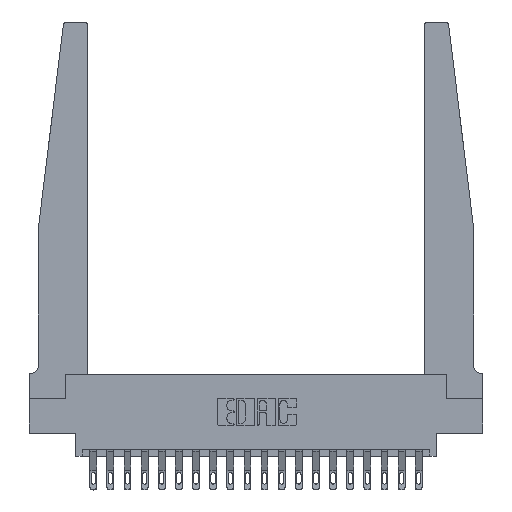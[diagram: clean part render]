
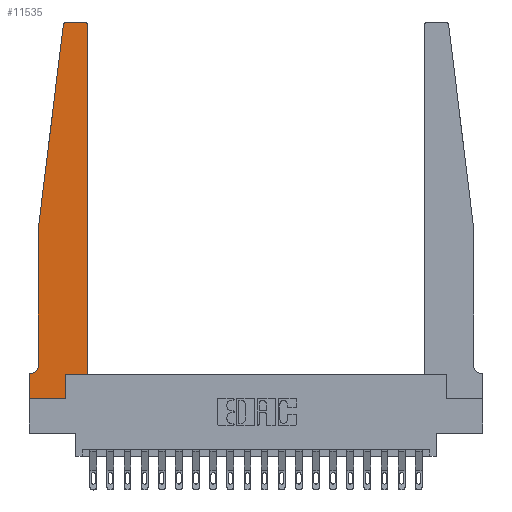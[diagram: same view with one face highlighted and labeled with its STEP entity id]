
A CAD part, top view. The second image highlights one B-rep face of the part: STEP entity #11535.
In plain terms, the highlighted planar face has unit normal (0, 0, 1).
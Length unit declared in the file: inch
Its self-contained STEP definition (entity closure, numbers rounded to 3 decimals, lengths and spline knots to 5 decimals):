
#130 = EDGE_CURVE ( 'NONE', #19323, #2170, #14120, .T. ) ;
#229 = CARTESIAN_POINT ( 'NONE',  ( 0.065, 0.1875, 0.37 ) ) ;
#339 = VERTEX_POINT ( 'NONE', #18218 ) ;
#346 = EDGE_CURVE ( 'NONE', #10224, #19537, #6147, .T. ) ;
#468 = DIRECTION ( 'NONE',  ( -1., 0., 0. ) ) ;
#658 = CARTESIAN_POINT ( 'NONE',  ( 0.065, 1.25, 0.37 ) ) ;
#690 = VERTEX_POINT ( 'NONE', #11107 ) ;
#716 = CARTESIAN_POINT ( 'NONE',  ( 0.2605, 0.18, 0.37 ) ) ;
#1288 = DIRECTION ( 'NONE',  ( 0., -1., 0. ) ) ;
#1335 = CARTESIAN_POINT ( 'NONE',  ( 0.015, 0.1875, 0.37 ) ) ;
#1382 = CIRCLE ( 'NONE', #2785, 0.03 ) ;
#1789 = CARTESIAN_POINT ( 'NONE',  ( 0.065, 0.2375, 0.37 ) ) ;
#1792 = VECTOR ( 'NONE', #19867, 39.37008 ) ;
#1891 = ORIENTED_EDGE ( 'NONE', *, *, #20229, .T. ) ;
#1974 = LINE ( 'NONE', #13063, #18921 ) ;
#1983 = EDGE_CURVE ( 'NONE', #19537, #17065, #12244, .T. ) ;
#2089 = EDGE_CURVE ( 'NONE', #3222, #10224, #1974, .T. ) ;
#2170 = VERTEX_POINT ( 'NONE', #1789 ) ;
#2444 = FACE_OUTER_BOUND ( 'NONE', #18922, .T. ) ;
#2624 = DIRECTION ( 'NONE',  ( 0., 0., 1. ) ) ;
#2785 = AXIS2_PLACEMENT_3D ( 'NONE', #12769, #2915, #14410 ) ;
#2805 = CARTESIAN_POINT ( 'NONE',  ( 0.425, 2.72, 0.37 ) ) ;
#2809 = AXIS2_PLACEMENT_3D ( 'NONE', #7443, #2624, #14117 ) ;
#2915 = DIRECTION ( 'NONE',  ( 0., 0., 1. ) ) ;
#3222 = VERTEX_POINT ( 'NONE', #17036 ) ;
#4647 = DIRECTION ( 'NONE',  ( 0., 0., 1. ) ) ;
#4689 = EDGE_CURVE ( 'NONE', #2170, #8167, #13660, .T. ) ;
#6051 = LINE ( 'NONE', #8680, #10447 ) ;
#6147 = LINE ( 'NONE', #16555, #1792 ) ;
#6158 = CARTESIAN_POINT ( 'NONE',  ( 0.065, 1.25, 0.37 ) ) ;
#6166 = VERTEX_POINT ( 'NONE', #20719 ) ;
#6491 = ORIENTED_EDGE ( 'NONE', *, *, #16604, .T. ) ;
#6557 = VECTOR ( 'NONE', #13195, 39.37008 ) ;
#7260 = CARTESIAN_POINT ( 'NONE',  ( 0., 0., 0.37 ) ) ;
#7443 = CARTESIAN_POINT ( 'NONE',  ( 0., 0.1875, 0.37 ) ) ;
#7747 = ORIENTED_EDGE ( 'NONE', *, *, #130, .T. ) ;
#7828 = DIRECTION ( 'NONE',  ( 0., 0., -1. ) ) ;
#8167 = VERTEX_POINT ( 'NONE', #1335 ) ;
#8252 = DIRECTION ( 'NONE',  ( -0.122, -0.992, 0. ) ) ;
#8680 = CARTESIAN_POINT ( 'NONE',  ( 0.25, 2.75, 0.37 ) ) ;
#8797 = ORIENTED_EDGE ( 'NONE', *, *, #2089, .T. ) ;
#8926 = DIRECTION ( 'NONE',  ( 0., -1., 0. ) ) ;
#9062 = VECTOR ( 'NONE', #8926, 39.37008 ) ;
#9082 = CARTESIAN_POINT ( 'NONE',  ( 0.27653, 2.75, 0.37 ) ) ;
#9400 = VERTEX_POINT ( 'NONE', #14304 ) ;
#9570 = LINE ( 'NONE', #7260, #9062 ) ;
#9773 = VECTOR ( 'NONE', #1288, 39.37008 ) ;
#10224 = VERTEX_POINT ( 'NONE', #16407 ) ;
#10447 = VECTOR ( 'NONE', #468, 39.37008 ) ;
#10580 = DIRECTION ( 'NONE',  ( 0., 1., 0. ) ) ;
#11107 = CARTESIAN_POINT ( 'NONE',  ( 0.24675, 2.72367, 0.37 ) ) ;
#11152 = ORIENTED_EDGE ( 'NONE', *, *, #11364, .T. ) ;
#11364 = EDGE_CURVE ( 'NONE', #17065, #17826, #6051, .T. ) ;
#11535 = ADVANCED_FACE ( 'NONE', ( #2444 ), #12457, .T. ) ;
#11557 = LINE ( 'NONE', #716, #19765 ) ;
#11613 = CARTESIAN_POINT ( 'NONE',  ( 0., 0., 0.37 ) ) ;
#11692 = EDGE_CURVE ( 'NONE', #690, #19323, #16303, .T. ) ;
#11712 = LINE ( 'NONE', #229, #15555 ) ;
#11749 = EDGE_CURVE ( 'NONE', #9400, #6166, #15792, .T. ) ;
#12244 = CIRCLE ( 'NONE', #18788, 0.03 ) ;
#12457 = PLANE ( 'NONE',  #2809 ) ;
#12502 = AXIS2_PLACEMENT_3D ( 'NONE', #17642, #7828, #19293 ) ;
#12642 = ORIENTED_EDGE ( 'NONE', *, *, #346, .T. ) ;
#12769 = CARTESIAN_POINT ( 'NONE',  ( 0.27653, 2.72, 0.37 ) ) ;
#13063 = CARTESIAN_POINT ( 'NONE',  ( 0.425, 0.18, 0.37 ) ) ;
#13172 = ORIENTED_EDGE ( 'NONE', *, *, #18472, .T. ) ;
#13195 = DIRECTION ( 'NONE',  ( 1., 0., 0. ) ) ;
#13660 = CIRCLE ( 'NONE', #12502, 0.05 ) ;
#13662 = ORIENTED_EDGE ( 'NONE', *, *, #11749, .T. ) ;
#14117 = DIRECTION ( 'NONE',  ( 1., 0., 0. ) ) ;
#14120 = LINE ( 'NONE', #6158, #9773 ) ;
#14304 = CARTESIAN_POINT ( 'NONE',  ( 0., 0., 0.37 ) ) ;
#14410 = DIRECTION ( 'NONE',  ( 1., 0., 0. ) ) ;
#14485 = CARTESIAN_POINT ( 'NONE',  ( 0.395, 2.72, 0.37 ) ) ;
#14560 = EDGE_CURVE ( 'NONE', #8167, #339, #11712, .T. ) ;
#15217 = ORIENTED_EDGE ( 'NONE', *, *, #14560, .T. ) ;
#15555 = VECTOR ( 'NONE', #19925, 39.37008 ) ;
#15724 = ORIENTED_EDGE ( 'NONE', *, *, #4689, .T. ) ;
#15792 = LINE ( 'NONE', #11613, #6557 ) ;
#16136 = DIRECTION ( 'NONE',  ( 1., 0., 0. ) ) ;
#16303 = LINE ( 'NONE', #18069, #16811 ) ;
#16348 = DIRECTION ( 'NONE',  ( 1., 0., 0. ) ) ;
#16407 = CARTESIAN_POINT ( 'NONE',  ( 0.425, 0.18, 0.37 ) ) ;
#16555 = CARTESIAN_POINT ( 'NONE',  ( 0.425, 0.18, 0.37 ) ) ;
#16604 = EDGE_CURVE ( 'NONE', #339, #9400, #9570, .T. ) ;
#16811 = VECTOR ( 'NONE', #8252, 39.37008 ) ;
#17036 = CARTESIAN_POINT ( 'NONE',  ( 0.2605, 0.18, 0.37 ) ) ;
#17065 = VERTEX_POINT ( 'NONE', #20305 ) ;
#17642 = CARTESIAN_POINT ( 'NONE',  ( 0.015, 0.2375, 0.37 ) ) ;
#17826 = VERTEX_POINT ( 'NONE', #9082 ) ;
#18069 = CARTESIAN_POINT ( 'NONE',  ( 0.065, 1.25, 0.37 ) ) ;
#18218 = CARTESIAN_POINT ( 'NONE',  ( 0., 0.1875, 0.37 ) ) ;
#18472 = EDGE_CURVE ( 'NONE', #6166, #3222, #11557, .T. ) ;
#18788 = AXIS2_PLACEMENT_3D ( 'NONE', #14485, #4647, #16136 ) ;
#18839 = ORIENTED_EDGE ( 'NONE', *, *, #11692, .T. ) ;
#18921 = VECTOR ( 'NONE', #16348, 39.37008 ) ;
#18922 = EDGE_LOOP ( 'NONE', ( #11152, #1891, #18839, #7747, #15724, #15217, #6491, #13662, #13172, #8797, #12642, #20853 ) ) ;
#19293 = DIRECTION ( 'NONE',  ( -1., 0., 0. ) ) ;
#19323 = VERTEX_POINT ( 'NONE', #658 ) ;
#19537 = VERTEX_POINT ( 'NONE', #2805 ) ;
#19765 = VECTOR ( 'NONE', #10580, 39.37008 ) ;
#19867 = DIRECTION ( 'NONE',  ( 0., 1., 0. ) ) ;
#19925 = DIRECTION ( 'NONE',  ( -1., 0., 0. ) ) ;
#20229 = EDGE_CURVE ( 'NONE', #17826, #690, #1382, .T. ) ;
#20305 = CARTESIAN_POINT ( 'NONE',  ( 0.395, 2.75, 0.37 ) ) ;
#20719 = CARTESIAN_POINT ( 'NONE',  ( 0.2605, 0., 0.37 ) ) ;
#20853 = ORIENTED_EDGE ( 'NONE', *, *, #1983, .T. ) ;
